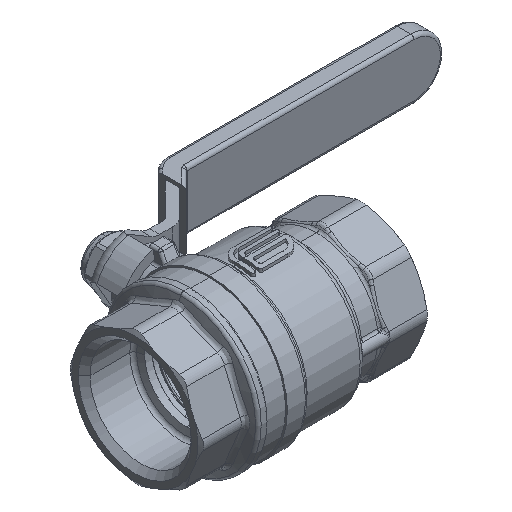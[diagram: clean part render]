
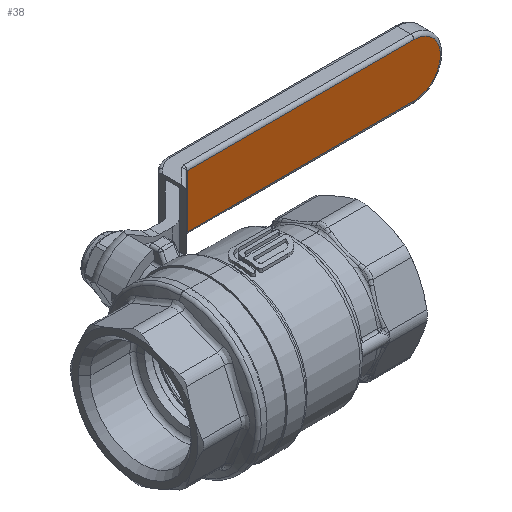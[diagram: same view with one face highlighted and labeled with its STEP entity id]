
A CAD part, isometric view. The second image highlights one B-rep face of the part: STEP entity #38.
In plain terms, the highlighted planar face has unit normal (0, -1, 0).
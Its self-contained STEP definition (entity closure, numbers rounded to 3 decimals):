
#38 = ADVANCED_FACE ( 'NONE', ( #8677 ), #13046, .F. ) ;
#715 = ORIENTED_EDGE ( 'NONE', *, *, #9270, .T. ) ;
#888 = ORIENTED_EDGE ( 'NONE', *, *, #8900, .T. ) ;
#1092 = ORIENTED_EDGE ( 'NONE', *, *, #9490, .T. ) ;
#1100 = ORIENTED_EDGE ( 'NONE', *, *, #9421, .T. ) ;
#1125 = ORIENTED_EDGE ( 'NONE', *, *, #9310, .T. ) ;
#1916 = AXIS2_PLACEMENT_3D ( 'NONE', #16188, #16183, #16177 ) ;
#1952 = VECTOR ( 'NONE', #16202, 1000. ) ;
#1963 = CIRCLE ( 'NONE', #1916, 8. ) ;
#1978 = CIRCLE ( 'NONE', #1984, 8. ) ;
#1984 = AXIS2_PLACEMENT_3D ( 'NONE', #16007, #16008, #16010 ) ;
#5650 = CARTESIAN_POINT ( 'NONE',  ( 96., 46.27, -8. ) ) ;
#5786 = CARTESIAN_POINT ( 'NONE',  ( 104., 46.27, 0. ) ) ;
#5806 = CARTESIAN_POINT ( 'NONE',  ( 27.571, 46.27, 8. ) ) ;
#7851 = EDGE_LOOP ( 'NONE', ( #1092, #888, #1125, #715, #1100 ) ) ;
#7966 = VERTEX_POINT ( 'NONE', #16458 ) ;
#8677 = FACE_OUTER_BOUND ( 'NONE', #7851, .T. ) ;
#8689 = VERTEX_POINT ( 'NONE', #15916 ) ;
#8900 = EDGE_CURVE ( 'NONE', #7966, #17014, #17562, .T. ) ;
#9270 = EDGE_CURVE ( 'NONE', #16897, #8689, #1978, .T. ) ;
#9310 = EDGE_CURVE ( 'NONE', #17014, #16897, #1963, .T. ) ;
#9421 = EDGE_CURVE ( 'NONE', #8689, #16880, #17557, .T. ) ;
#9490 = EDGE_CURVE ( 'NONE', #16880, #7966, #17665, .T. ) ;
#12970 = DIRECTION ( 'NONE',  ( -1., 0., 0. ) ) ;
#13020 = DIRECTION ( 'NONE',  ( 0., 1., 0. ) ) ;
#13046 = PLANE ( 'NONE',  #15666 ) ;
#13289 = CARTESIAN_POINT ( 'NONE',  ( 27.364, 46.27, 9. ) ) ;
#14875 = DIRECTION ( 'NONE',  ( -1., 0., 0. ) ) ;
#15030 = DIRECTION ( 'NONE',  ( 0., 0., -1. ) ) ;
#15032 = CARTESIAN_POINT ( 'NONE',  ( 27.571, 46.27, -9. ) ) ;
#15377 = CARTESIAN_POINT ( 'NONE',  ( 27.571, 46.27, 8. ) ) ;
#15666 = AXIS2_PLACEMENT_3D ( 'NONE', #13289, #13020, #12970 ) ;
#15916 = CARTESIAN_POINT ( 'NONE',  ( 96., 46.27, 8. ) ) ;
#16007 = CARTESIAN_POINT ( 'NONE',  ( 96., 46.27, 0. ) ) ;
#16008 = DIRECTION ( 'NONE',  ( 0., -1., 0. ) ) ;
#16010 = DIRECTION ( 'NONE',  ( -1., 0., 0. ) ) ;
#16177 = DIRECTION ( 'NONE',  ( -1., 0., 0. ) ) ;
#16183 = DIRECTION ( 'NONE',  ( 0., -1., 0. ) ) ;
#16188 = CARTESIAN_POINT ( 'NONE',  ( 96., 46.27, 0. ) ) ;
#16202 = DIRECTION ( 'NONE',  ( 1., 0., 0. ) ) ;
#16222 = CARTESIAN_POINT ( 'NONE',  ( 27.364, 46.27, -8. ) ) ;
#16458 = CARTESIAN_POINT ( 'NONE',  ( 27.571, 46.27, -8. ) ) ;
#16880 = VERTEX_POINT ( 'NONE', #5806 ) ;
#16897 = VERTEX_POINT ( 'NONE', #5786 ) ;
#17014 = VERTEX_POINT ( 'NONE', #5650 ) ;
#17557 = LINE ( 'NONE', #15377, #20192 ) ;
#17562 = LINE ( 'NONE', #16222, #1952 ) ;
#17665 = LINE ( 'NONE', #15032, #20176 ) ;
#20176 = VECTOR ( 'NONE', #15030, 1000. ) ;
#20192 = VECTOR ( 'NONE', #14875, 1000. ) ;
